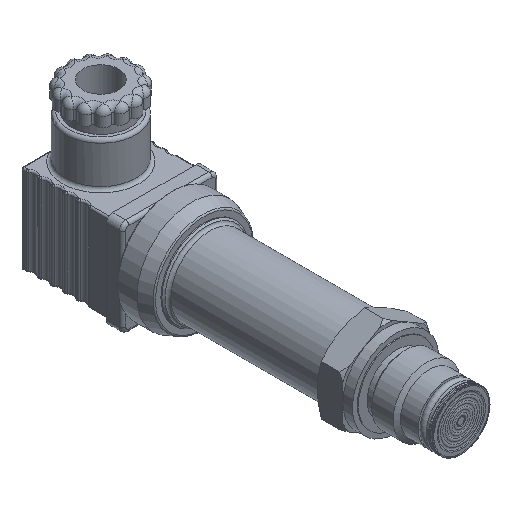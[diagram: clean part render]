
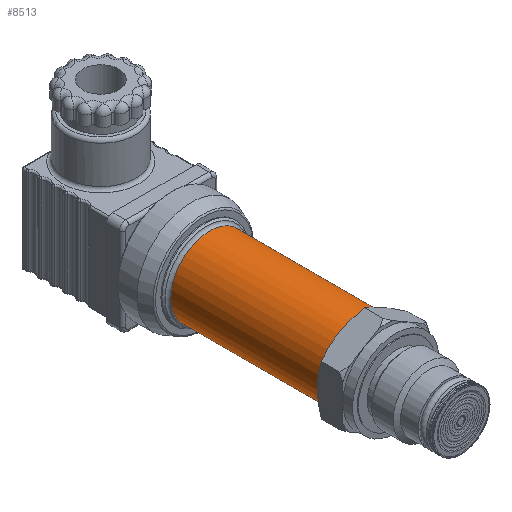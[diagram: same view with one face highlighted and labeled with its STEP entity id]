
A CAD part, isometric view. The second image highlights one B-rep face of the part: STEP entity #8513.
In plain terms, the highlighted cylindrical face has radius 12.1 mm (diameter 24.2 mm), a full revolution.
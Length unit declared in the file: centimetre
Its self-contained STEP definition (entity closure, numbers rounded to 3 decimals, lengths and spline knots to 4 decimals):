
#445=CYLINDRICAL_SURFACE('',#9614,1.21);
#734=FACE_BOUND('',#1841,.T.);
#1252=FACE_OUTER_BOUND('',#1840,.T.);
#1840=EDGE_LOOP('',(#7371));
#1841=EDGE_LOOP('',(#7372));
#2458=CIRCLE('',#8544,1.21);
#3085=CIRCLE('',#9613,1.21);
#3156=VERTEX_POINT('',#12387);
#3823=VERTEX_POINT('',#17047);
#3894=EDGE_CURVE('',#3156,#3156,#2458,.T.);
#5006=EDGE_CURVE('',#3823,#3823,#3085,.T.);
#7371=ORIENTED_EDGE('',*,*,#3894,.F.);
#7372=ORIENTED_EDGE('',*,*,#5006,.T.);
#8513=ADVANCED_FACE('',(#1252,#734),#445,.T.);
#8544=AXIS2_PLACEMENT_3D('',#12388,#9689,#9690);
#9613=AXIS2_PLACEMENT_3D('',#17048,#12108,#12109);
#9614=AXIS2_PLACEMENT_3D('',#17049,#12110,#12111);
#9689=DIRECTION('center_axis',(0.,-1.,0.));
#9690=DIRECTION('ref_axis',(0.342,0.,-0.94));
#12108=DIRECTION('center_axis',(0.,-1.,0.));
#12109=DIRECTION('ref_axis',(0.342,0.,-0.94));
#12110=DIRECTION('center_axis',(0.,-1.,0.));
#12111=DIRECTION('ref_axis',(0.342,0.,-0.94));
#12387=CARTESIAN_POINT('',(0.4138,3.7,-1.137));
#12388=CARTESIAN_POINT('Origin',(0.,3.7,
0.));
#17047=CARTESIAN_POINT('',(0.4138,8.36,-1.137));
#17048=CARTESIAN_POINT('Origin',(0.,8.36,
0.));
#17049=CARTESIAN_POINT('Origin',(0.,6.03,
0.));
